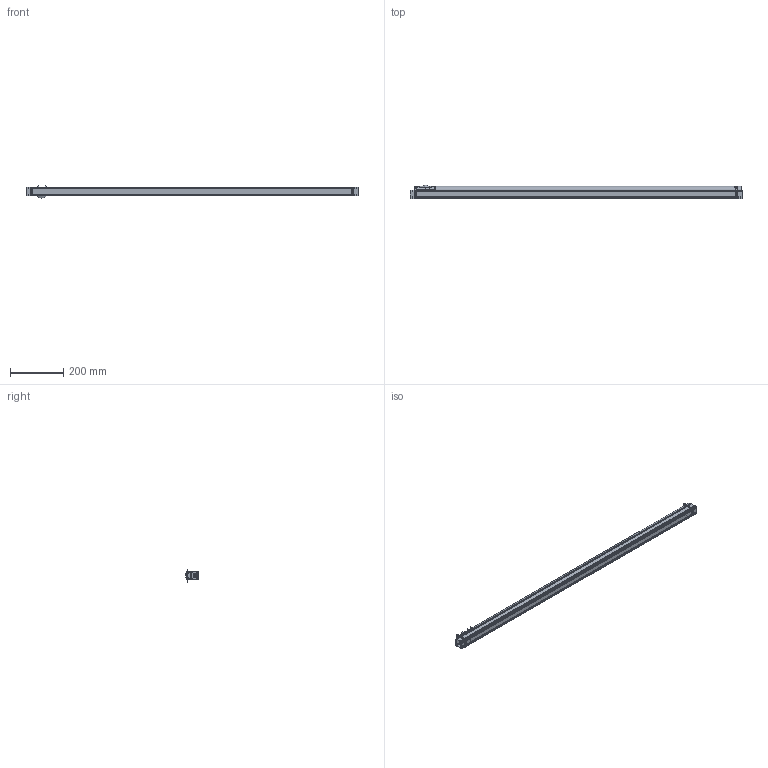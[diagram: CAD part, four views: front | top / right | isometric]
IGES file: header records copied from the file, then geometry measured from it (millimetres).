
Start section:  PTC IGES file: 190879.igs
Global section: file name: 190879.igs; native system: Creo Parametric by Parametric Technology Corporation; preprocessor: 2013230; author: pdmadmin; organization: Unknown; date: 20151202.124246; units: millimetre
Bounding box: 1250.08 x 51.11 x 45.91 mm (x, y, z)
Volume: 326624.7 mm3; surface area: 2442306.9 mm2
Topology: 24 solids, 24 shells, 4184 faces, 22103 edges, 28315 vertices
Faces by surface type: revolution 2316, bspline 1868
